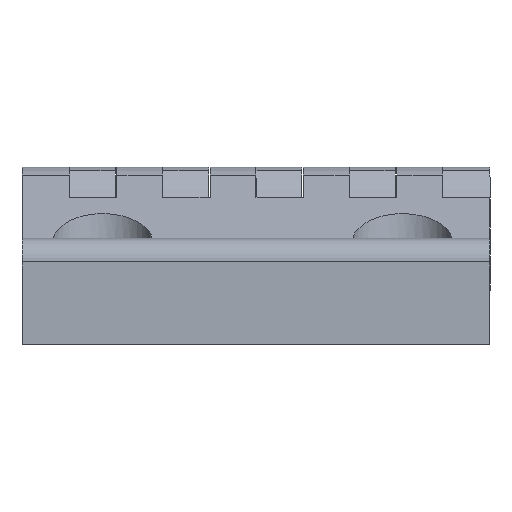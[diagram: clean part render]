
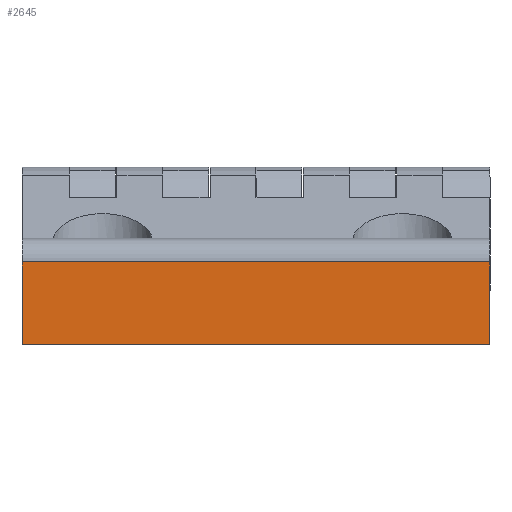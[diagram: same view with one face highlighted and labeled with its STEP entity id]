
A CAD part, left-side view. The second image highlights one B-rep face of the part: STEP entity #2645.
In plain terms, the highlighted planar face has unit normal (-1, 0, 0).
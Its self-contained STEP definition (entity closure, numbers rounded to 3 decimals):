
#2441=CARTESIAN_POINT('',(-7.,-32.7,0.));
#2442=VERTEX_POINT('',#2441);
#2443=CARTESIAN_POINT('',(-7.,6.8,0.));
#2444=VERTEX_POINT('',#2443);
#2445=CARTESIAN_POINT('',(-7.,-32.7,0.));
#2446=DIRECTION('',(0.0,1.0,0.0));
#2447=VECTOR('',#2446,39.5);
#2448=LINE('',#2445,#2447);
#2449=EDGE_CURVE('',#2442,#2444,#2448,.T.);
#2615=CARTESIAN_POINT('',(-7.,-32.7,0.));
#2616=DIRECTION('',(-1.0,0.0,0.0));
#2617=DIRECTION('',(0.0,0.0,1.0));
#2618=AXIS2_PLACEMENT_3D('',#2615,#2616,#2617);
#2619=PLANE('',#2618);
#2620=CARTESIAN_POINT('',(-7.,-32.7,7.));
#2621=VERTEX_POINT('',#2620);
#2622=CARTESIAN_POINT('',(-7.,-32.7,0.));
#2623=DIRECTION('',(0.0,0.0,1.0));
#2624=VECTOR('',#2623,7.);
#2625=LINE('',#2622,#2624);
#2626=EDGE_CURVE('',#2442,#2621,#2625,.T.);
#2627=ORIENTED_EDGE('',*,*,#2626,.T.);
#2628=CARTESIAN_POINT('',(-7.,6.8,7.));
#2629=VERTEX_POINT('',#2628);
#2630=CARTESIAN_POINT('',(-7.,-32.7,7.));
#2631=DIRECTION('',(0.0,1.0,0.0));
#2632=VECTOR('',#2631,39.5);
#2633=LINE('',#2630,#2632);
#2634=EDGE_CURVE('',#2621,#2629,#2633,.T.);
#2635=ORIENTED_EDGE('',*,*,#2634,.T.);
#2636=CARTESIAN_POINT('',(-7.,6.8,0.));
#2637=DIRECTION('',(0.0,0.0,1.0));
#2638=VECTOR('',#2637,7.);
#2639=LINE('',#2636,#2638);
#2640=EDGE_CURVE('',#2444,#2629,#2639,.T.);
#2641=ORIENTED_EDGE('',*,*,#2640,.F.);
#2642=ORIENTED_EDGE('',*,*,#2449,.F.);
#2643=EDGE_LOOP('',(#2627,#2635,#2641,#2642));
#2644=FACE_OUTER_BOUND('',#2643,.T.);
#2645=ADVANCED_FACE('',(#2644),#2619,.T.);
